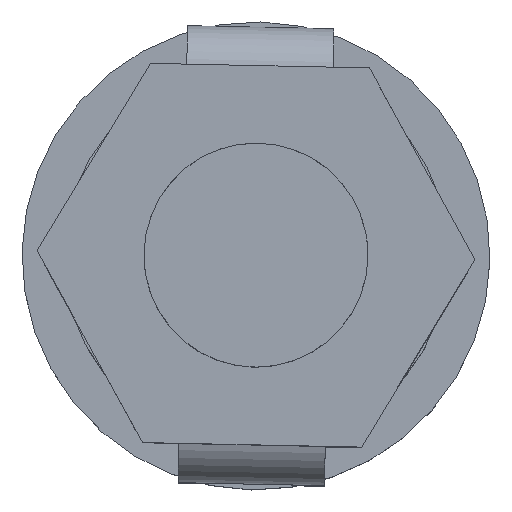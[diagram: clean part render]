
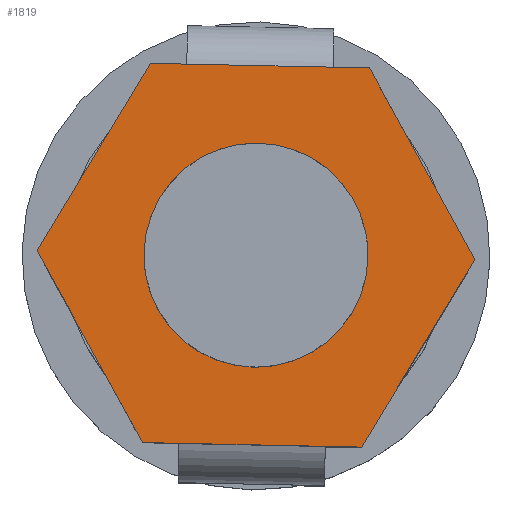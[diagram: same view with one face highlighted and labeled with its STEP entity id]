
A CAD part, top view. The second image highlights one B-rep face of the part: STEP entity #1819.
In plain terms, the highlighted planar face has unit normal (0, 0, 1).
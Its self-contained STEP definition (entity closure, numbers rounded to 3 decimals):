
#108=AXIS2_PLACEMENT_3D('Circle Axis2P3D',#106,#107,$) ;
#157=AXIS2_PLACEMENT_3D('Circle Axis2P3D',#155,#156,$) ;
#1805=AXIS2_PLACEMENT_3D('Plane Axis2P3D',#1802,#1803,#1804) ;
#96=CARTESIAN_POINT('Vertex',(15.599,10.445,46.24)) ;
#103=CARTESIAN_POINT('Vertex',(5.501,10.655,46.24)) ;
#106=CARTESIAN_POINT('Axis2P3D Location',(10.55,10.55,46.24)) ;
#155=CARTESIAN_POINT('Axis2P3D Location',(10.55,10.55,46.24)) ;
#1657=CARTESIAN_POINT('Line Origine',(17.864,6.122,46.24)) ;
#1661=CARTESIAN_POINT('Vertex',(20.421,10.345,46.24)) ;
#1663=CARTESIAN_POINT('Vertex',(15.308,1.899,46.24)) ;
#1689=CARTESIAN_POINT('Line Origine',(10.373,2.002,46.24)) ;
#1693=CARTESIAN_POINT('Vertex',(5.437,2.104,46.24)) ;
#1714=CARTESIAN_POINT('Line Origine',(3.058,6.43,46.24)) ;
#1718=CARTESIAN_POINT('Vertex',(0.679,10.755,46.24)) ;
#1739=CARTESIAN_POINT('Line Origine',(3.236,14.978,46.24)) ;
#1743=CARTESIAN_POINT('Vertex',(5.792,19.201,46.24)) ;
#1764=CARTESIAN_POINT('Line Origine',(10.727,19.098,46.24)) ;
#1768=CARTESIAN_POINT('Vertex',(15.663,18.996,46.24)) ;
#1789=CARTESIAN_POINT('Line Origine',(18.042,14.67,46.24)) ;
#1802=CARTESIAN_POINT('Axis2P3D Location',(10.55,10.55,46.24)) ;
#107=DIRECTION('Axis2P3D Direction',(0.,0.,-1.)) ;
#156=DIRECTION('Axis2P3D Direction',(0.,0.,-1.)) ;
#1658=DIRECTION('Vector Direction',(-0.518,-0.855,0.)) ;
#1690=DIRECTION('Vector Direction',(-1.,0.021,0.)) ;
#1715=DIRECTION('Vector Direction',(-0.482,0.876,0.)) ;
#1740=DIRECTION('Vector Direction',(0.518,0.855,0.)) ;
#1765=DIRECTION('Vector Direction',(1.,-0.021,0.)) ;
#1790=DIRECTION('Vector Direction',(0.482,-0.876,0.)) ;
#1803=DIRECTION('Axis2P3D Direction',(0.,0.,-1.)) ;
#1804=DIRECTION('Axis2P3D XDirection',(0.855,-0.518,0.)) ;
#1659=VECTOR('Line Direction',#1658,1.) ;
#1691=VECTOR('Line Direction',#1690,1.) ;
#1716=VECTOR('Line Direction',#1715,1.) ;
#1741=VECTOR('Line Direction',#1740,1.) ;
#1766=VECTOR('Line Direction',#1765,1.) ;
#1791=VECTOR('Line Direction',#1790,1.) ;
#1808=ORIENTED_EDGE('',*,*,#1745,.F.) ;
#1809=ORIENTED_EDGE('',*,*,#1720,.F.) ;
#1810=ORIENTED_EDGE('',*,*,#1695,.F.) ;
#1811=ORIENTED_EDGE('',*,*,#1665,.F.) ;
#1812=ORIENTED_EDGE('',*,*,#1793,.F.) ;
#1813=ORIENTED_EDGE('',*,*,#1770,.F.) ;
#1816=ORIENTED_EDGE('',*,*,#159,.T.) ;
#1817=ORIENTED_EDGE('',*,*,#110,.T.) ;
#1818=FACE_BOUND('',#1815,.T.) ;
#1819=ADVANCED_FACE('Hauptk\X2\00F6\X0\rper',(#1814,#1818),#1806,.F.) ;
#109=CIRCLE('generated circle',#108,5.05) ;
#158=CIRCLE('generated circle',#157,5.05) ;
#110=EDGE_CURVE('',#97,#104,#109,.T.) ;
#159=EDGE_CURVE('',#104,#97,#158,.T.) ;
#1665=EDGE_CURVE('',#1662,#1664,#1660,.T.) ;
#1695=EDGE_CURVE('',#1664,#1694,#1692,.T.) ;
#1720=EDGE_CURVE('',#1694,#1719,#1717,.T.) ;
#1745=EDGE_CURVE('',#1719,#1744,#1742,.T.) ;
#1770=EDGE_CURVE('',#1744,#1769,#1767,.T.) ;
#1793=EDGE_CURVE('',#1769,#1662,#1792,.T.) ;
#1807=EDGE_LOOP('',(#1808,#1809,#1810,#1811,#1812,#1813)) ;
#1815=EDGE_LOOP('',(#1816,#1817)) ;
#1814=FACE_OUTER_BOUND('',#1807,.T.) ;
#1660=LINE('Line',#1657,#1659) ;
#1692=LINE('Line',#1689,#1691) ;
#1717=LINE('Line',#1714,#1716) ;
#1742=LINE('Line',#1739,#1741) ;
#1767=LINE('Line',#1764,#1766) ;
#1792=LINE('Line',#1789,#1791) ;
#1806=PLANE('',#1805) ;
#97=VERTEX_POINT('',#96) ;
#104=VERTEX_POINT('',#103) ;
#1662=VERTEX_POINT('',#1661) ;
#1664=VERTEX_POINT('',#1663) ;
#1694=VERTEX_POINT('',#1693) ;
#1719=VERTEX_POINT('',#1718) ;
#1744=VERTEX_POINT('',#1743) ;
#1769=VERTEX_POINT('',#1768) ;
